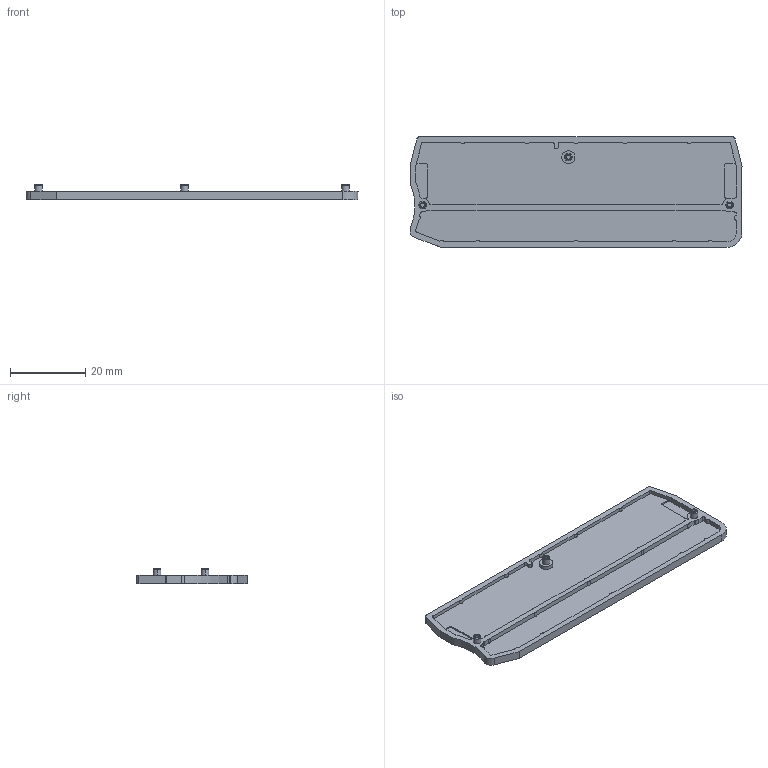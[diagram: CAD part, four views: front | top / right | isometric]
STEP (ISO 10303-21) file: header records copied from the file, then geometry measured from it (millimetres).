
FILE_DESCRIPTION (( 'STEP AP214' ), '1' );
FILE_NAME ('P6-4-4.STEP', '2024-08-23T11:34:16', ( 'Windows User' ), ( 'P R C' ), 'SwSTEP 2.0', 'SolidWorks 2018', '' );
FILE_SCHEMA (( 'AUTOMOTIVE_DESIGN' ));
Length unit declared in the file: millimetre
Products named in the file (1): P6-4-4
Bounding box: 87.98 x 29.3 x 4 mm (x, y, z)
Volume: 3296.2 mm3; surface area: 6088.2 mm2
Topology: 1 solids, 1 shells, 154 faces, 420 edges, 278 vertices
Faces by surface type: cylinder 83, plane 65, bspline 6
Entity records: 5030 total; most frequent: CARTESIAN_POINT 961, DIRECTION 886, ORIENTED_EDGE 840, EDGE_CURVE 420, AXIS2_PLACEMENT_3D 323, VERTEX_POINT 278, LINE 240, VECTOR 240
